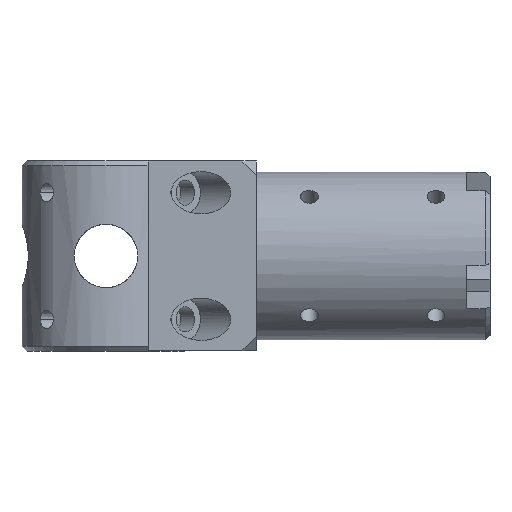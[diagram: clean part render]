
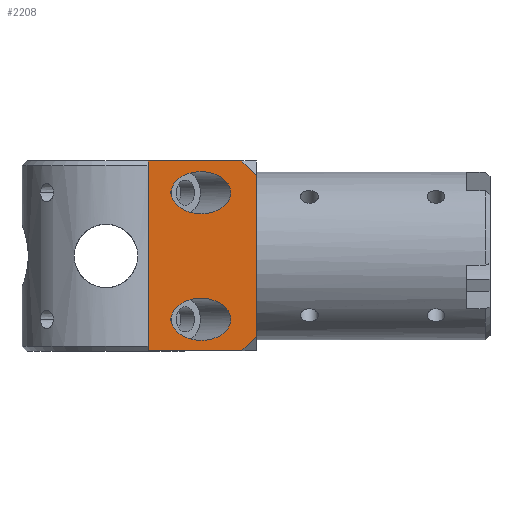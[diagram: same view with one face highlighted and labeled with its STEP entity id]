
A CAD part, front view. The second image highlights one B-rep face of the part: STEP entity #2208.
In plain terms, the highlighted planar face has unit normal (0, -1, 0).
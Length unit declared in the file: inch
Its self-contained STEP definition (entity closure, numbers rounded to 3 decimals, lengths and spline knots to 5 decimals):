
#43=ELLIPSE('',#2329,0.44901,0.3175);
#44=ELLIPSE('',#2330,0.44901,0.3175);
#474=PLANE('',#2328);
#521=VECTOR('',#2552,1.);
#525=VECTOR('',#2557,1.);
#528=VECTOR('',#2563,1.);
#530=VECTOR('',#2566,1.);
#531=VECTOR('',#2567,1.);
#532=VECTOR('',#2568,1.);
#575=LINE('',#3477,#521);
#579=LINE('',#3485,#525);
#582=LINE('',#3495,#528);
#584=LINE('',#3499,#530);
#585=LINE('',#3500,#531);
#586=LINE('',#3502,#532);
#732=VERTEX_POINT('',#3478);
#733=VERTEX_POINT('',#3479);
#735=VERTEX_POINT('',#3486);
#738=VERTEX_POINT('',#3493);
#740=VERTEX_POINT('',#3496);
#741=VERTEX_POINT('',#3501);
#742=VERTEX_POINT('',#3504);
#743=VERTEX_POINT('',#3506);
#1062=EDGE_CURVE('',#732,#733,#575,.T.);
#1066=EDGE_CURVE('',#735,#732,#579,.T.);
#1071=EDGE_CURVE('',#740,#738,#582,.T.);
#1073=EDGE_CURVE('',#733,#740,#584,.T.);
#1074=EDGE_CURVE('',#741,#738,#585,.T.);
#1075=EDGE_CURVE('',#741,#735,#586,.T.);
#1076=EDGE_CURVE('',#742,#742,#43,.T.);
#1077=EDGE_CURVE('',#743,#743,#44,.T.);
#1433=ORIENTED_EDGE('',*,*,#1062,.T.);
#1434=ORIENTED_EDGE('',*,*,#1073,.T.);
#1435=ORIENTED_EDGE('',*,*,#1071,.T.);
#1436=ORIENTED_EDGE('',*,*,#1074,.F.);
#1437=ORIENTED_EDGE('',*,*,#1075,.T.);
#1438=ORIENTED_EDGE('',*,*,#1066,.T.);
#1439=ORIENTED_EDGE('',*,*,#1076,.T.);
#1440=ORIENTED_EDGE('',*,*,#1077,.T.);
#1841=EDGE_LOOP('',(#1433,#1434,#1435,#1436,#1437,#1438));
#1842=EDGE_LOOP('',(#1439));
#1843=EDGE_LOOP('',(#1440));
#2051=FACE_BOUND('',#1841,.T.);
#2052=FACE_BOUND('',#1842,.T.);
#2053=FACE_BOUND('',#1843,.T.);
#2208=ADVANCED_FACE('',(#2051,#2052,#2053),#474,.T.);
#2328=AXIS2_PLACEMENT_3D('',#3498,#2565,$);
#2329=AXIS2_PLACEMENT_3D('',#3503,#2569,#2570);
#2330=AXIS2_PLACEMENT_3D('',#3505,#2571,#2572);
#2552=DIRECTION('',(0.707,0.,0.707));
#2557=DIRECTION('',(1.,0.,0.));
#2563=DIRECTION('',(-0.707,0.,0.707));
#2565=DIRECTION('',(0.,-1.,0.));
#2566=DIRECTION('',(0.,0.,1.));
#2567=DIRECTION('',(1.,0.,0.));
#2568=DIRECTION('',(0.,0.,-1.));
#2569=DIRECTION('',(0.,1.,0.));
#2570=DIRECTION('',(0.449,0.,0.));
#2571=DIRECTION('',(0.,1.,0.));
#2572=DIRECTION('',(0.449,0.,0.));
#3477=CARTESIAN_POINT('',(1.94469,-1.42875,-1.52851));
#3478=CARTESIAN_POINT('',(2.0447,-1.42875,-1.4285));
#3479=CARTESIAN_POINT('',(2.2606,-1.42875,-1.2126));
#3485=CARTESIAN_POINT('',(0.,-1.42875,-1.4285));
#3486=CARTESIAN_POINT('',(0.635,-1.42875,-1.4285));
#3493=CARTESIAN_POINT('',(2.0447,-1.42875,1.429));
#3495=CARTESIAN_POINT('',(1.94469,-1.42875,1.52902));
#3496=CARTESIAN_POINT('',(2.2606,-1.42875,1.2131));
#3498=CARTESIAN_POINT('',(0.,-1.42875,0.00025));
#3499=CARTESIAN_POINT('',(2.2606,-1.42875,1.429));
#3500=CARTESIAN_POINT('',(0.,-1.42875,1.429));
#3501=CARTESIAN_POINT('',(0.635,-1.42875,1.429));
#3502=CARTESIAN_POINT('',(0.635,-1.42875,-1.95395));
#3503=CARTESIAN_POINT('',(1.42875,-1.42875,-0.9525));
#3504=CARTESIAN_POINT('',(0.97974,-1.42875,-0.9525));
#3505=CARTESIAN_POINT('',(1.42875,-1.42875,0.9525));
#3506=CARTESIAN_POINT('',(0.97974,-1.42875,0.9525));
